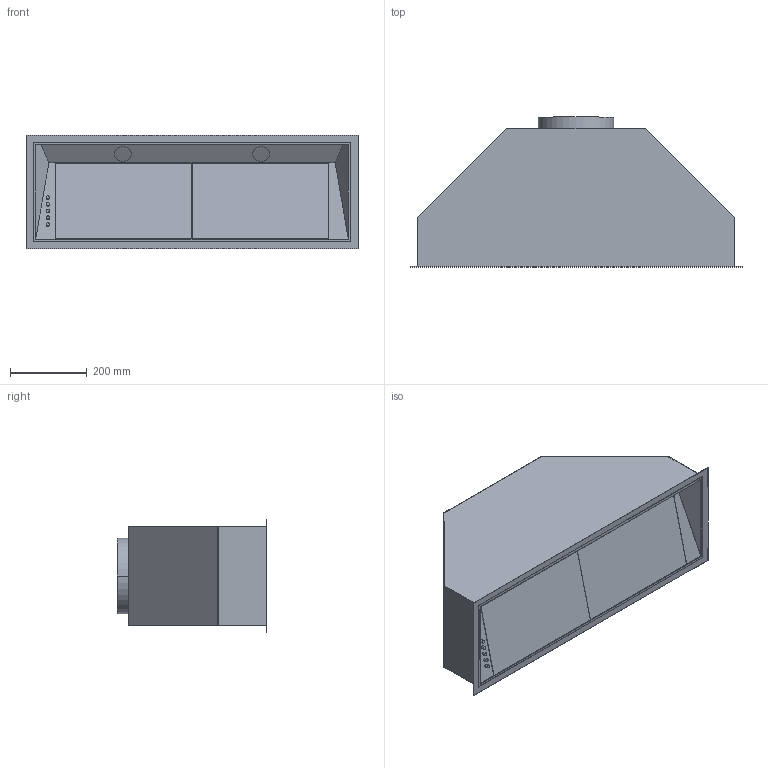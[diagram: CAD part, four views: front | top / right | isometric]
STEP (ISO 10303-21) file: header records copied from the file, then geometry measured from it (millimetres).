
FILE_DESCRIPTION((''),'2;1');
FILE_NAME('GG-915S','2021-02-12T',('seona'),(''),'CREO PARAMETRIC BY PTC INC, 2016260','CREO PARAMETRIC BY PTC INC, 2016260','');
FILE_SCHEMA(('CONFIG_CONTROL_DESIGN'));
Length unit declared in the file: millimetre
Products named in the file (1): GG-915S
Bounding box: 864 x 390 x 295 mm (x, y, z)
Volume: 1677470.4 mm3; surface area: 2195683.9 mm2
Topology: 6 solids, 6 shells, 88 faces, 191 edges, 124 vertices
Faces by surface type: plane 64, cylinder 22, bspline 2
Entity records: 2459 total; most frequent: CARTESIAN_POINT 449, DIRECTION 407, ORIENTED_EDGE 382, EDGE_CURVE 191, VECTOR 147, LINE 147, AXIS2_PLACEMENT_3D 130, VERTEX_POINT 124
